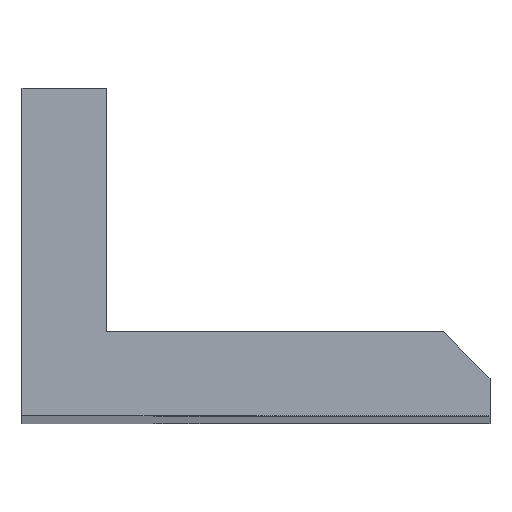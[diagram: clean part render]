
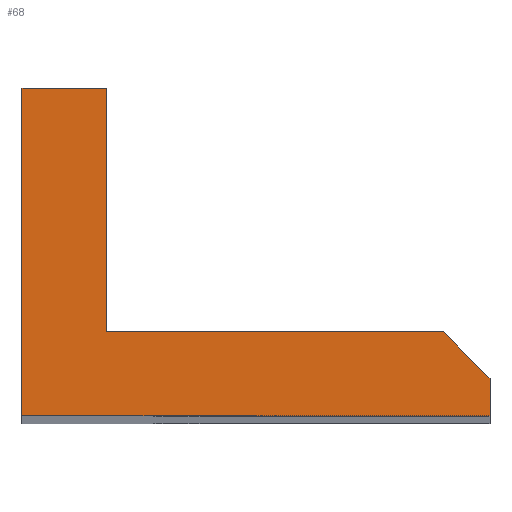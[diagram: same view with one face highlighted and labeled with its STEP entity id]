
A CAD part, top view. The second image highlights one B-rep face of the part: STEP entity #68.
In plain terms, the highlighted planar face has unit normal (0, 0, 1).
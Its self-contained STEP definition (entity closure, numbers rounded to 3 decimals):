
#13 = VECTOR ( 'NONE', #402, 1000. ) ;
#18 = VECTOR ( 'NONE', #242, 1000. ) ;
#27 = LINE ( 'NONE', #337, #259 ) ;
#39 = VERTEX_POINT ( 'NONE', #509 ) ;
#44 = VECTOR ( 'NONE', #225, 1000. ) ;
#64 = CARTESIAN_POINT ( 'NONE',  ( 1.8, 0., 46.75 ) ) ;
#67 = EDGE_LOOP ( 'NONE', ( #198, #503, #365, #125, #113, #246, #427 ) ) ;
#68 = ADVANCED_FACE ( 'NONE', ( #458 ), #128, .F. ) ;
#91 = CARTESIAN_POINT ( 'NONE',  ( 9., 1.8, 46.75 ) ) ;
#113 = ORIENTED_EDGE ( 'NONE', *, *, #512, .F. ) ;
#125 = ORIENTED_EDGE ( 'NONE', *, *, #335, .F. ) ;
#128 = PLANE ( 'NONE',  #485 ) ;
#139 = DIRECTION ( 'NONE',  ( 1., 0., 0. ) ) ;
#176 = CARTESIAN_POINT ( 'NONE',  ( 0., 7., 46.75 ) ) ;
#186 = EDGE_CURVE ( 'NONE', #354, #511, #578, .T. ) ;
#198 = ORIENTED_EDGE ( 'NONE', *, *, #623, .F. ) ;
#214 = EDGE_CURVE ( 'NONE', #217, #516, #340, .T. ) ;
#217 = VERTEX_POINT ( 'NONE', #395 ) ;
#225 = DIRECTION ( 'NONE',  ( 1., 0., 0. ) ) ;
#242 = DIRECTION ( 'NONE',  ( 0., -1., 0. ) ) ;
#246 = ORIENTED_EDGE ( 'NONE', *, *, #186, .T. ) ;
#259 = VECTOR ( 'NONE', #385, 1000. ) ;
#273 = DIRECTION ( 'NONE',  ( -1., 0., 0. ) ) ;
#277 = CARTESIAN_POINT ( 'NONE',  ( 0., 0., 46.75 ) ) ;
#290 = DIRECTION ( 'NONE',  ( -0.707, 0.707, 0. ) ) ;
#294 = VECTOR ( 'NONE', #139, 1000. ) ;
#299 = CARTESIAN_POINT ( 'NONE',  ( 10., 1.8, 46.75 ) ) ;
#322 = CARTESIAN_POINT ( 'NONE',  ( 0., 0., 46.75 ) ) ;
#335 = EDGE_CURVE ( 'NONE', #39, #567, #452, .T. ) ;
#337 = CARTESIAN_POINT ( 'NONE',  ( 0., 1.8, 46.75 ) ) ;
#340 = LINE ( 'NONE', #91, #521 ) ;
#354 = VERTEX_POINT ( 'NONE', #604 ) ;
#355 = VECTOR ( 'NONE', #412, 1000. ) ;
#365 = ORIENTED_EDGE ( 'NONE', *, *, #590, .F. ) ;
#385 = DIRECTION ( 'NONE',  ( 1., 0., 0. ) ) ;
#395 = CARTESIAN_POINT ( 'NONE',  ( 10., 0.8, 46.75 ) ) ;
#402 = DIRECTION ( 'NONE',  ( 0., -1., 0. ) ) ;
#412 = DIRECTION ( 'NONE',  ( 0., -1., 0. ) ) ;
#425 = LINE ( 'NONE', #176, #44 ) ;
#427 = ORIENTED_EDGE ( 'NONE', *, *, #479, .T. ) ;
#445 = LINE ( 'NONE', #299, #13 ) ;
#452 = LINE ( 'NONE', #64, #355 ) ;
#458 = FACE_OUTER_BOUND ( 'NONE', #67, .T. ) ;
#470 = CARTESIAN_POINT ( 'NONE',  ( 0., 0., 46.75 ) ) ;
#479 = EDGE_CURVE ( 'NONE', #511, #527, #504, .T. ) ;
#485 = AXIS2_PLACEMENT_3D ( 'NONE', #322, #519, #273 ) ;
#503 = ORIENTED_EDGE ( 'NONE', *, *, #214, .T. ) ;
#504 = LINE ( 'NONE', #470, #294 ) ;
#509 = CARTESIAN_POINT ( 'NONE',  ( 1.8, 7., 46.75 ) ) ;
#511 = VERTEX_POINT ( 'NONE', #533 ) ;
#512 = EDGE_CURVE ( 'NONE', #354, #39, #425, .T. ) ;
#516 = VERTEX_POINT ( 'NONE', #615 ) ;
#519 = DIRECTION ( 'NONE',  ( 0., 0., -1. ) ) ;
#521 = VECTOR ( 'NONE', #290, 1000. ) ;
#525 = CARTESIAN_POINT ( 'NONE',  ( 1.8, 1.8, 46.75 ) ) ;
#527 = VERTEX_POINT ( 'NONE', #626 ) ;
#533 = CARTESIAN_POINT ( 'NONE',  ( 0., 0., 46.75 ) ) ;
#567 = VERTEX_POINT ( 'NONE', #525 ) ;
#578 = LINE ( 'NONE', #277, #18 ) ;
#590 = EDGE_CURVE ( 'NONE', #567, #516, #27, .T. ) ;
#604 = CARTESIAN_POINT ( 'NONE',  ( 0., 7., 46.75 ) ) ;
#615 = CARTESIAN_POINT ( 'NONE',  ( 9., 1.8, 46.75 ) ) ;
#623 = EDGE_CURVE ( 'NONE', #217, #527, #445, .T. ) ;
#626 = CARTESIAN_POINT ( 'NONE',  ( 10., 0., 46.75 ) ) ;
